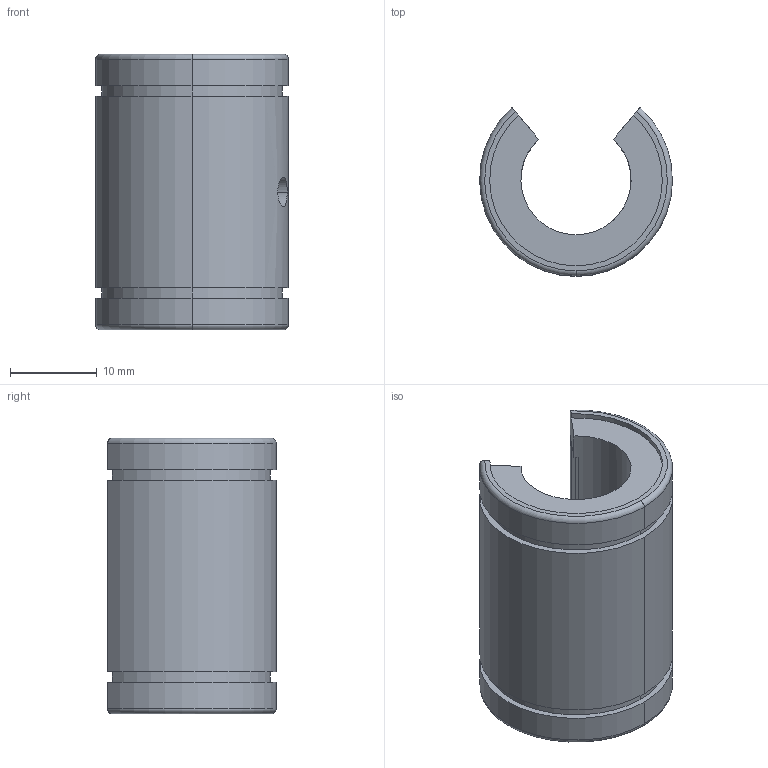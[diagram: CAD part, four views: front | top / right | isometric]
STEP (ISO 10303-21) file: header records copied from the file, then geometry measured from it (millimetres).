
FILE_DESCRIPTION (( 'STEP AP203' ), '1' );
FILE_NAME ('IP08G-OP.step', '2023-06-07T12:26:35', ( '' ), ( '' ), 'SwSTEP 2.0', 'SolidWorks 2021', '' );
FILE_SCHEMA (( 'CONFIG_CONTROL_DESIGN' ));
Length unit declared in the file: inch
Products named in the file (1): IP08G-OP
Bounding box: 22.22 x 19.42 x 31.75 mm (x, y, z)
Volume: 5975 mm3; surface area: 3529.9 mm2
Topology: 1 solids, 1 shells, 40 faces, 112 edges, 74 vertices
Faces by surface type: cylinder 20, plane 16, torus 4
Entity records: 1501 total; most frequent: CARTESIAN_POINT 355, DIRECTION 232, ORIENTED_EDGE 224, EDGE_CURVE 112, AXIS2_PLACEMENT_3D 87, VERTEX_POINT 74, LINE 58, VECTOR 58
